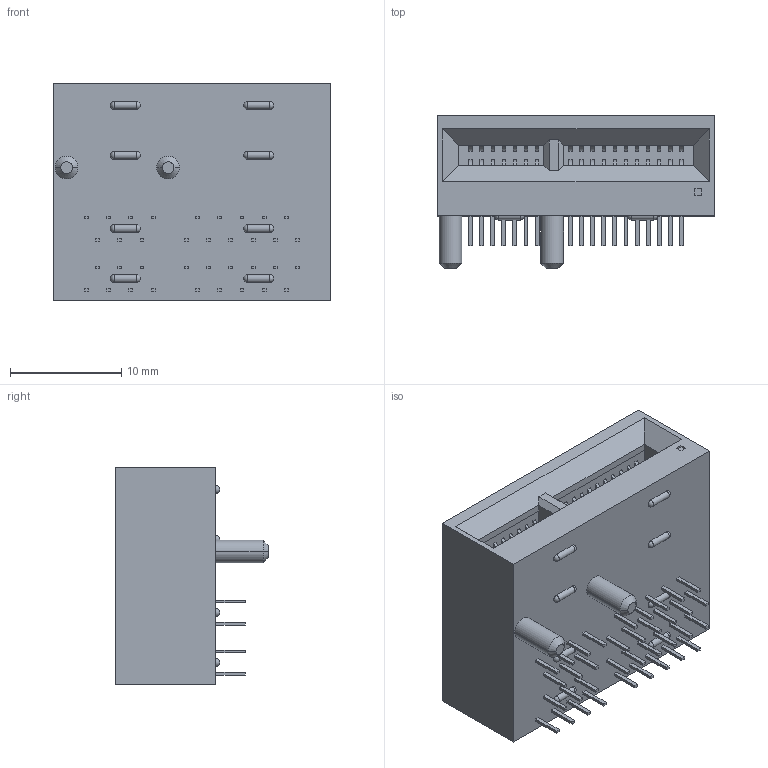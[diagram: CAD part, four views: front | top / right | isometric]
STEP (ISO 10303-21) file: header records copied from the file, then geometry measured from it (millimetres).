
FILE_DESCRIPTION((''),'2;1');
FILE_NAME('C-1-1761465-1','2019-05-10T07:26:35',('workeradm'),('TE Connectivity Ltd.'),'CREO PARAMETRIC BY PTC INC, 2018190','CREO PARAMETRIC BY PTC INC, 2018190','');
FILE_SCHEMA(('AUTOMOTIVE_DESIGN { 1 0 10303 214 1 1 1 1 }'));
Length unit declared in the file: millimetre
Products named in the file (1): C-1-1761465-1
Bounding box: 25 x 13.8 x 19.6 mm (x, y, z)
Volume: 2958 mm3; surface area: 2949.3 mm2
Topology: 1 solids, 1 shells, 766 faces, 2172 edges, 1440 vertices
Faces by surface type: plane 554, cylinder 192, sphere 16, cone 4
Entity records: 31290 total; most frequent: CARTESIAN_POINT 4364, ORIENTED_EDGE 4312, DIRECTION 4108, PRESENTATION_STYLE_ASSIGNMENT 2157, STYLED_ITEM 2157, CURVE_STYLE 2156, EDGE_CURVE 2156, VECTOR 1736
